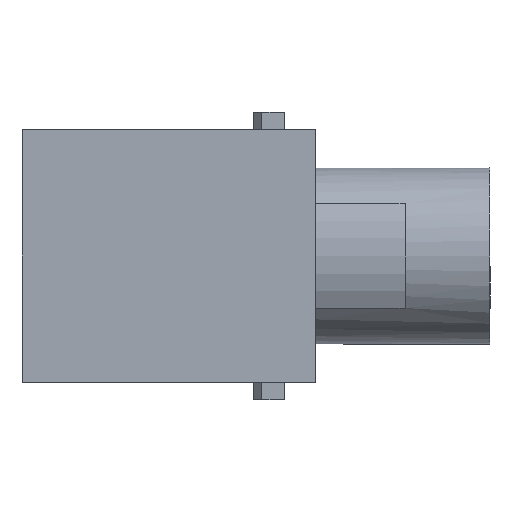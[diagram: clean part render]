
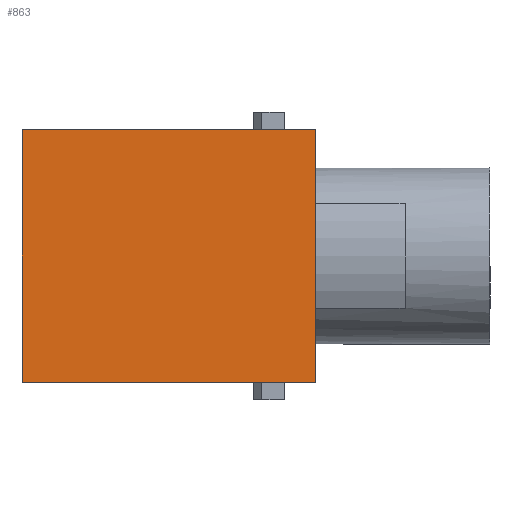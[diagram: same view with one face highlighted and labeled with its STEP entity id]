
A CAD part, left-side view. The second image highlights one B-rep face of the part: STEP entity #863.
In plain terms, the highlighted planar face has unit normal (-1, 0, 0).
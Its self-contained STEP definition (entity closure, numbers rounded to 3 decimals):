
#863=ADVANCED_FACE('',(#1194),#1025,.T.);
#1025=PLANE('',#4255);
#1194=FACE_OUTER_BOUND('',#1386,.T.);
#1386=EDGE_LOOP('',(#2220,#2221,#2222,#2223));
#2220=ORIENTED_EDGE('',*,*,#3123,.T.);
#2221=ORIENTED_EDGE('',*,*,#3122,.F.);
#2222=ORIENTED_EDGE('',*,*,#3124,.T.);
#2223=ORIENTED_EDGE('',*,*,#3114,.F.);
#2654=VERTEX_POINT('',#6356);
#2655=VERTEX_POINT('',#6358);
#2659=VERTEX_POINT('',#6370);
#2660=VERTEX_POINT('',#6372);
#3114=EDGE_CURVE('',#2654,#2655,#3526,.T.);
#3122=EDGE_CURVE('',#2660,#2659,#3534,.T.);
#3123=EDGE_CURVE('',#2654,#2659,#3535,.T.);
#3124=EDGE_CURVE('',#2660,#2655,#3536,.T.);
#3526=LINE('',#6357,#3932);
#3534=LINE('',#6373,#3940);
#3535=LINE('',#6375,#3941);
#3536=LINE('',#6377,#3942);
#3932=VECTOR('',#5045,1.);
#3940=VECTOR('',#5057,1.);
#3941=VECTOR('',#5060,1.);
#3942=VECTOR('',#5063,1.);
#4255=AXIS2_PLACEMENT_3D('',#6378,#5064,#5065);
#5045=DIRECTION('',(0.,-1.,0.));
#5057=DIRECTION('',(0.,1.,0.));
#5060=DIRECTION('',(0.,0.,-1.));
#5063=DIRECTION('',(0.,0.,1.));
#5064=DIRECTION('',(-1.,0.,0.));
#5065=DIRECTION('',(0.,0.,-1.));
#6356=CARTESIAN_POINT('',(-14.7,16.2,15.15));
#6357=CARTESIAN_POINT('',(-14.7,16.2,15.15));
#6358=CARTESIAN_POINT('',(-14.7,-19.,15.15));
#6370=CARTESIAN_POINT('',(-14.7,16.2,-15.15));
#6372=CARTESIAN_POINT('',(-14.7,-19.,-15.15));
#6373=CARTESIAN_POINT('',(-14.7,-19.,-15.15));
#6375=CARTESIAN_POINT('',(-14.7,16.2,15.15));
#6377=CARTESIAN_POINT('',(-14.7,-19.,-15.15));
#6378=CARTESIAN_POINT('',(-14.7,16.2,15.15));
